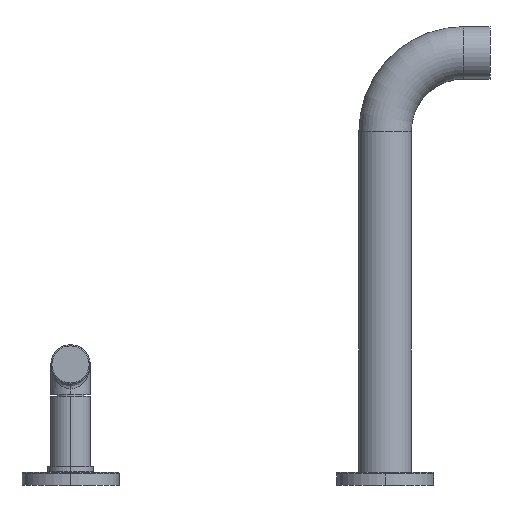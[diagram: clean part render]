
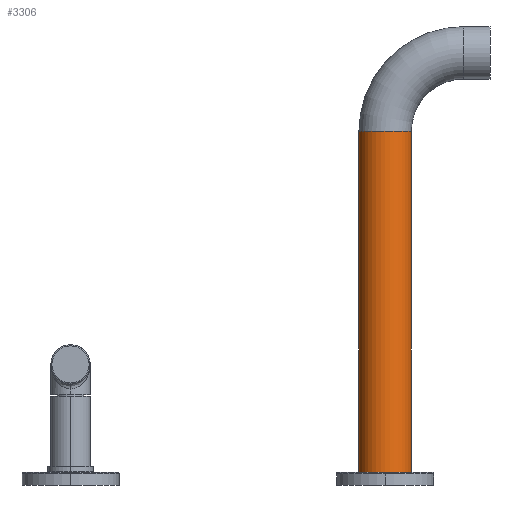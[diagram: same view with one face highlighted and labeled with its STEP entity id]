
A CAD part, left-side view. The second image highlights one B-rep face of the part: STEP entity #3306.
In plain terms, the highlighted cylindrical face has radius 12.7 mm (diameter 25.4 mm), a partial arc.
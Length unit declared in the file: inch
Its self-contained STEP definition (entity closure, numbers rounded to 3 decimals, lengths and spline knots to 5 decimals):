
#3018=DIRECTION('',(0.,0.,1.));
#3019=VECTOR('',#3018,6.5);
#3020=CARTESIAN_POINT('',(0.,-0.5,0.25));
#3021=LINE('',#3020,#3019);
#3025=CARTESIAN_POINT('',(0.,0.,0.25));
#3026=DIRECTION('',(0.,0.,1.));
#3027=DIRECTION('',(0.,1.,0.));
#3028=AXIS2_PLACEMENT_3D('',#3025,#3026,#3027);
#3033=DIRECTION('',(0.,0.,1.));
#3034=VECTOR('',#3033,6.5);
#3035=CARTESIAN_POINT('',(0.,0.5,0.25));
#3036=LINE('',#3035,#3034);
#3040=CARTESIAN_POINT('',(0.,0.,6.75));
#3041=DIRECTION('',(0.,0.,1.));
#3042=DIRECTION('',(0.,1.,0.));
#3043=AXIS2_PLACEMENT_3D('',#3040,#3041,#3042);
#3118=CARTESIAN_POINT('',(0.,-0.5,6.75));
#3119=CARTESIAN_POINT('',(0.,0.5,6.75));
#3120=VERTEX_POINT('',#3118);
#3121=VERTEX_POINT('',#3119);
#3142=CARTESIAN_POINT('',(0.,-0.5,0.25));
#3143=CARTESIAN_POINT('',(0.,0.5,0.25));
#3144=VERTEX_POINT('',#3142);
#3145=VERTEX_POINT('',#3143);
#3294=CARTESIAN_POINT('',(0.,0.,0.105));
#3295=DIRECTION('',(0.,0.,1.));
#3296=DIRECTION('',(0.,-1.,0.));
#3297=AXIS2_PLACEMENT_3D('',#3294,#3295,#3296);
#3298=CYLINDRICAL_SURFACE('',#3297,0.5);
#3299=ORIENTED_EDGE('',*,*,#3181,.F.);
#3300=ORIENTED_EDGE('',*,*,#3282,.T.);
#3302=ORIENTED_EDGE('',*,*,#3301,.T.);
#3303=ORIENTED_EDGE('',*,*,#3278,.F.);
#3304=EDGE_LOOP('',(#3299,#3300,#3302,#3303));
#3305=FACE_OUTER_BOUND('',#3304,.F.);
#3029=CIRCLE('',#3028,0.5);
#3044=CIRCLE('',#3043,0.5);
#3181=EDGE_CURVE('',#3145,#3144,#3029,.T.);
#3278=EDGE_CURVE('',#3144,#3120,#3021,.T.);
#3282=EDGE_CURVE('',#3145,#3121,#3036,.T.);
#3301=EDGE_CURVE('',#3121,#3120,#3044,.T.);
#3306=ADVANCED_FACE('',(#3305),#3298,.T.);
